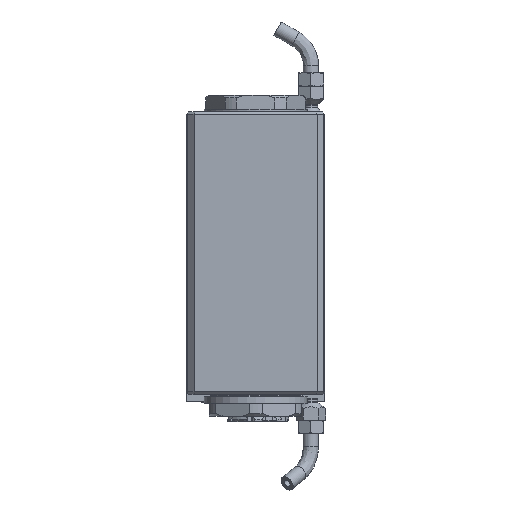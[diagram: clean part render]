
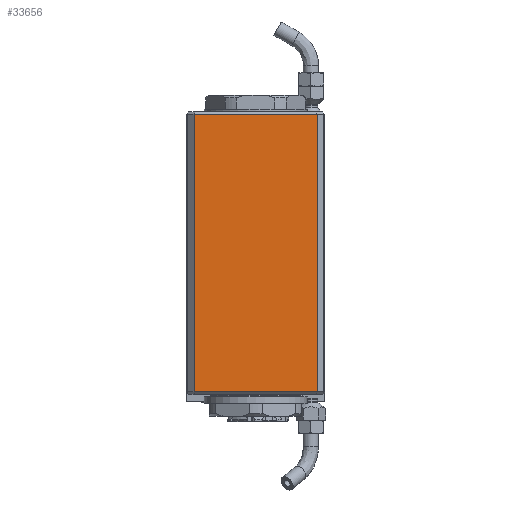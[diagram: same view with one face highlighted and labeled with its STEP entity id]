
A CAD part, top view. The second image highlights one B-rep face of the part: STEP entity #33656.
In plain terms, the highlighted planar face has unit normal (0, 0, 1).
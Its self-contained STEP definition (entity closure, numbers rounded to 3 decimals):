
#1335 = VERTEX_POINT ( 'NONE', #26640 ) ;
#1910 = LINE ( 'NONE', #24078, #4975 ) ;
#2399 = CARTESIAN_POINT ( 'NONE',  ( -24., -44., 103. ) ) ;
#3136 = DIRECTION ( 'NONE',  ( 0., -1., 0. ) ) ;
#4491 = LINE ( 'NONE', #32536, #16538 ) ;
#4975 = VECTOR ( 'NONE', #17619, 1000. ) ;
#6141 = VERTEX_POINT ( 'NONE', #9489 ) ;
#6230 = VERTEX_POINT ( 'NONE', #33721 ) ;
#7681 = FACE_OUTER_BOUND ( 'NONE', #20578, .T. ) ;
#7945 = ORIENTED_EDGE ( 'NONE', *, *, #30644, .T. ) ;
#7975 = CARTESIAN_POINT ( 'NONE',  ( 24., 65., 103. ) ) ;
#9489 = CARTESIAN_POINT ( 'NONE',  ( 24., -44., 103. ) ) ;
#12943 = DIRECTION ( 'NONE',  ( -1., 0., 0. ) ) ;
#13587 = EDGE_CURVE ( 'NONE', #1335, #6230, #33203, .T. ) ;
#16409 = ORIENTED_EDGE ( 'NONE', *, *, #17231, .F. ) ;
#16538 = VECTOR ( 'NONE', #17575, 1000. ) ;
#17231 = EDGE_CURVE ( 'NONE', #26507, #6230, #1910, .T. ) ;
#17575 = DIRECTION ( 'NONE',  ( 1., 0., 0. ) ) ;
#17619 = DIRECTION ( 'NONE',  ( 0., 1., 0. ) ) ;
#18530 = DIRECTION ( 'NONE',  ( 0., 1., 0. ) ) ;
#20578 = EDGE_LOOP ( 'NONE', ( #21082, #16409, #7945, #26672 ) ) ;
#21082 = ORIENTED_EDGE ( 'NONE', *, *, #13587, .T. ) ;
#22784 = VECTOR ( 'NONE', #18530, 1000. ) ;
#23149 = AXIS2_PLACEMENT_3D ( 'NONE', #23390, #37107, #3136 ) ;
#23390 = CARTESIAN_POINT ( 'NONE',  ( -27., 65., 103. ) ) ;
#24078 = CARTESIAN_POINT ( 'NONE',  ( -24., 65., 103. ) ) ;
#26507 = VERTEX_POINT ( 'NONE', #2399 ) ;
#26640 = CARTESIAN_POINT ( 'NONE',  ( 24., 64., 103. ) ) ;
#26672 = ORIENTED_EDGE ( 'NONE', *, *, #36156, .T. ) ;
#30644 = EDGE_CURVE ( 'NONE', #26507, #6141, #4491, .T. ) ;
#32536 = CARTESIAN_POINT ( 'NONE',  ( -27., -44., 103. ) ) ;
#32826 = LINE ( 'NONE', #7975, #22784 ) ;
#33203 = LINE ( 'NONE', #34499, #39810 ) ;
#33656 = ADVANCED_FACE ( 'NONE', ( #7681 ), #39781, .T. ) ;
#33721 = CARTESIAN_POINT ( 'NONE',  ( -24., 64., 103. ) ) ;
#34499 = CARTESIAN_POINT ( 'NONE',  ( -27., 64., 103. ) ) ;
#36156 = EDGE_CURVE ( 'NONE', #6141, #1335, #32826, .T. ) ;
#37107 = DIRECTION ( 'NONE',  ( 0., 0., 1. ) ) ;
#39781 = PLANE ( 'NONE',  #23149 ) ;
#39810 = VECTOR ( 'NONE', #12943, 1000. ) ;
